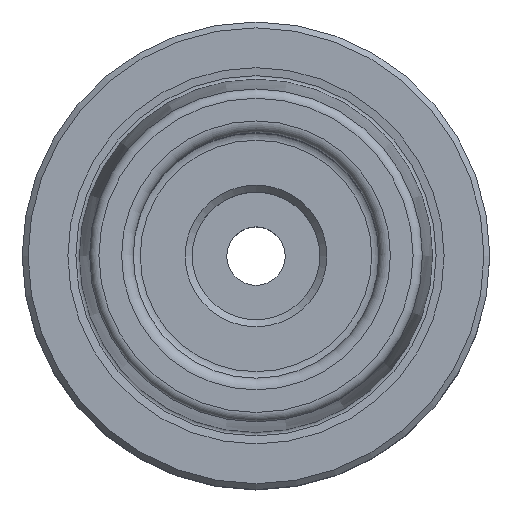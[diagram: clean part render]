
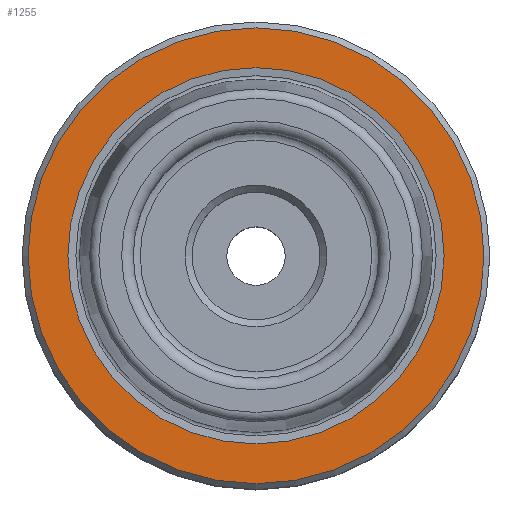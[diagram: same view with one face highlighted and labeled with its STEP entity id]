
A CAD part, top view. The second image highlights one B-rep face of the part: STEP entity #1255.
In plain terms, the highlighted planar face has unit normal (0, 0, 1).
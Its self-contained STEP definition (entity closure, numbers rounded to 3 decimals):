
#29=PLANE('',#1392);
#185=ORIENTED_EDGE('',*,*,#265,.T.);
#186=ORIENTED_EDGE('',*,*,#266,.F.);
#265=EDGE_CURVE('',#334,#334,#403,.T.);
#266=EDGE_CURVE('',#335,#335,#404,.T.);
#334=VERTEX_POINT('',#1871);
#335=VERTEX_POINT('',#1874);
#403=CIRCLE('',#1391,19.5);
#404=CIRCLE('',#1393,16.094);
#530=EDGE_LOOP('',(#185));
#531=EDGE_LOOP('',(#186));
#668=FACE_BOUND('',#530,.T.);
#669=FACE_BOUND('',#531,.T.);
#1255=ADVANCED_FACE('',(#668,#669),#29,.T.);
#1391=AXIS2_PLACEMENT_3D('',#1870,#1653,#1654);
#1392=AXIS2_PLACEMENT_3D('',#1872,#1655,#1656);
#1393=AXIS2_PLACEMENT_3D('',#1873,#1657,#1658);
#1653=DIRECTION('',(0.,0.,1.));
#1654=DIRECTION('',(1.,0.,0.));
#1655=DIRECTION('',(0.,0.,1.));
#1656=DIRECTION('',(1.,0.,0.));
#1657=DIRECTION('',(0.,0.,1.));
#1658=DIRECTION('',(1.,0.,0.));
#1870=CARTESIAN_POINT('',(0.,0.,0.));
#1871=CARTESIAN_POINT('',(19.5,0.,0.));
#1872=CARTESIAN_POINT('',(19.5,0.,0.));
#1873=CARTESIAN_POINT('',(0.,0.,0.));
#1874=CARTESIAN_POINT('',(16.094,0.,0.));
